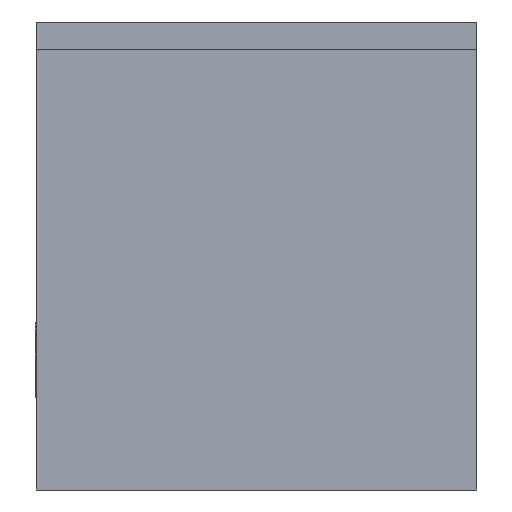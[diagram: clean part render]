
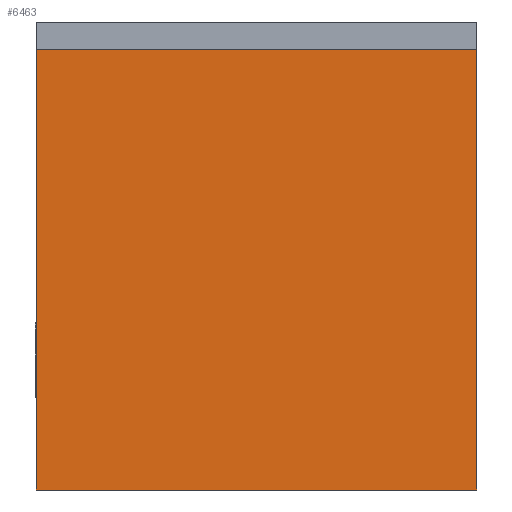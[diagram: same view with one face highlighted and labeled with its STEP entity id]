
A CAD part, left-side view. The second image highlights one B-rep face of the part: STEP entity #6463.
In plain terms, the highlighted planar face has unit normal (-1, 0, 0).
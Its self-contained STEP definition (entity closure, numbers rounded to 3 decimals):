
#105 = VECTOR ( 'NONE', #5968, 1000. ) ;
#569 = LINE ( 'NONE', #8998, #7602 ) ;
#760 = CARTESIAN_POINT ( 'NONE',  ( -0.8, -0.4, 0.8 ) ) ;
#1315 = CARTESIAN_POINT ( 'NONE',  ( -0.8, -0.4, 0.8 ) ) ;
#1488 = EDGE_CURVE ( 'NONE', #2546, #2112, #569, .T. ) ;
#1756 = FACE_OUTER_BOUND ( 'NONE', #11447, .T. ) ;
#2112 = VERTEX_POINT ( 'NONE', #760 ) ;
#2512 = LINE ( 'NONE', #11742, #3392 ) ;
#2546 = VERTEX_POINT ( 'NONE', #7245 ) ;
#2689 = PLANE ( 'NONE',  #10685 ) ;
#2826 = VECTOR ( 'NONE', #3309, 1000. ) ;
#3256 = LINE ( 'NONE', #11624, #2826 ) ;
#3309 = DIRECTION ( 'NONE',  ( 0., 0., -1. ) ) ;
#3392 = VECTOR ( 'NONE', #6293, 1000. ) ;
#3877 = ORIENTED_EDGE ( 'NONE', *, *, #10032, .T. ) ;
#4382 = DIRECTION ( 'NONE',  ( 1., 0., 0. ) ) ;
#5479 = CARTESIAN_POINT ( 'NONE',  ( -0.8, 0.4, 0.8 ) ) ;
#5968 = DIRECTION ( 'NONE',  ( 0., 0., -1. ) ) ;
#6293 = DIRECTION ( 'NONE',  ( 0., -1., 0. ) ) ;
#6463 = ADVANCED_FACE ( 'NONE', ( #1756 ), #2689, .F. ) ;
#6692 = LINE ( 'NONE', #1315, #105 ) ;
#6720 = VERTEX_POINT ( 'NONE', #9878 ) ;
#7245 = CARTESIAN_POINT ( 'NONE',  ( -0.8, 0.4, 0.8 ) ) ;
#7602 = VECTOR ( 'NONE', #9842, 1000. ) ;
#8124 = EDGE_CURVE ( 'NONE', #6720, #9697, #2512, .T. ) ;
#8998 = CARTESIAN_POINT ( 'NONE',  ( -0.8, 0.4, 0.8 ) ) ;
#9240 = ORIENTED_EDGE ( 'NONE', *, *, #11091, .F. ) ;
#9620 = CARTESIAN_POINT ( 'NONE',  ( -0.8, -0.4, 0. ) ) ;
#9697 = VERTEX_POINT ( 'NONE', #9620 ) ;
#9842 = DIRECTION ( 'NONE',  ( 0., -1., 0. ) ) ;
#9878 = CARTESIAN_POINT ( 'NONE',  ( -0.8, 0.4, 0. ) ) ;
#10032 = EDGE_CURVE ( 'NONE', #2546, #6720, #3256, .T. ) ;
#10685 = AXIS2_PLACEMENT_3D ( 'NONE', #5479, #4382, #10813 ) ;
#10813 = DIRECTION ( 'NONE',  ( 0., 0., -1. ) ) ;
#11091 = EDGE_CURVE ( 'NONE', #2112, #9697, #6692, .T. ) ;
#11447 = EDGE_LOOP ( 'NONE', ( #11641, #9240, #11516, #3877 ) ) ;
#11516 = ORIENTED_EDGE ( 'NONE', *, *, #1488, .F. ) ;
#11624 = CARTESIAN_POINT ( 'NONE',  ( -0.8, 0.4, 0.8 ) ) ;
#11641 = ORIENTED_EDGE ( 'NONE', *, *, #8124, .T. ) ;
#11742 = CARTESIAN_POINT ( 'NONE',  ( -0.8, 0.4, 0. ) ) ;
